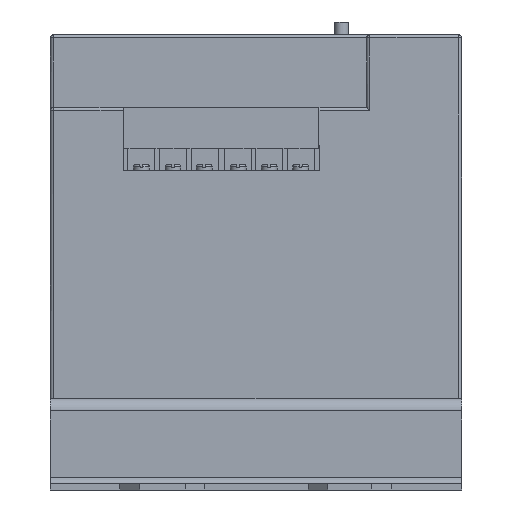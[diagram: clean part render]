
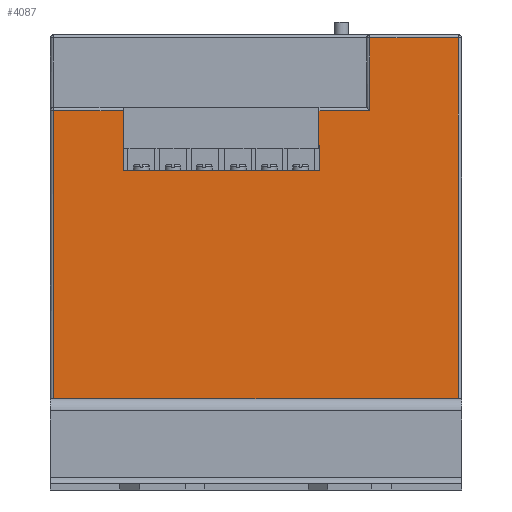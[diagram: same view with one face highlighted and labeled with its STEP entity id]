
A CAD part, front view. The second image highlights one B-rep face of the part: STEP entity #4087.
In plain terms, the highlighted planar face has unit normal (0, -1, 0).
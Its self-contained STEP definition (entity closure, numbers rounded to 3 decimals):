
#379 = EDGE_CURVE ( 'NONE', #3040, #5020, #1471, .T. ) ;
#465 = CARTESIAN_POINT ( 'NONE',  ( 23., -87.5, 33.5 ) ) ;
#507 = LINE ( 'NONE', #10166, #7671 ) ;
#936 = CARTESIAN_POINT ( 'NONE',  ( 84.923, -87.5, 57.5 ) ) ;
#1096 = VECTOR ( 'NONE', #7713, 1000. ) ;
#1208 = CARTESIAN_POINT ( 'NONE',  ( 130., -87.5, 56.5 ) ) ;
#1316 = CARTESIAN_POINT ( 'NONE',  ( 130., -87.5, 33.5 ) ) ;
#1471 = LINE ( 'NONE', #6237, #7448 ) ;
#1529 = CARTESIAN_POINT ( 'NONE',  ( 101., -87.5, 57.5 ) ) ;
#1591 = CARTESIAN_POINT ( 'NONE',  ( 130., -87.5, 33.5 ) ) ;
#1829 = EDGE_LOOP ( 'NONE', ( #9099, #4714, #11121, #8177, #12087, #3313, #9789, #2533, #8981, #2122, #3142, #3806 ) ) ;
#1854 = LINE ( 'NONE', #10501, #2446 ) ;
#1968 = EDGE_CURVE ( 'NONE', #4515, #3575, #11756, .T. ) ;
#1971 = VERTEX_POINT ( 'NONE', #3335 ) ;
#2017 = FACE_OUTER_BOUND ( 'NONE', #1829, .T. ) ;
#2122 = ORIENTED_EDGE ( 'NONE', *, *, #8323, .F. ) ;
#2446 = VECTOR ( 'NONE', #6647, 1000. ) ;
#2452 = DIRECTION ( 'NONE',  ( 0., 0., -1. ) ) ;
#2533 = ORIENTED_EDGE ( 'NONE', *, *, #10667, .T. ) ;
#2625 = CARTESIAN_POINT ( 'NONE',  ( 84.923, -87.5, 22.5 ) ) ;
#3040 = VERTEX_POINT ( 'NONE', #6950 ) ;
#3091 = VECTOR ( 'NONE', #4928, 1000. ) ;
#3142 = ORIENTED_EDGE ( 'NONE', *, *, #379, .F. ) ;
#3313 = ORIENTED_EDGE ( 'NONE', *, *, #4549, .T. ) ;
#3335 = CARTESIAN_POINT ( 'NONE',  ( 1., -87.5, 33.5 ) ) ;
#3410 = EDGE_CURVE ( 'NONE', #4053, #1971, #7080, .T. ) ;
#3445 = DIRECTION ( 'NONE',  ( 0., 0., 1. ) ) ;
#3447 = CARTESIAN_POINT ( 'NONE',  ( 130., -87.5, 57.5 ) ) ;
#3513 = LINE ( 'NONE', #1208, #8414 ) ;
#3575 = VERTEX_POINT ( 'NONE', #12080 ) ;
#3616 = LINE ( 'NONE', #10839, #5553 ) ;
#3806 = ORIENTED_EDGE ( 'NONE', *, *, #9932, .F. ) ;
#3828 = DIRECTION ( 'NONE',  ( 0., 0., -1. ) ) ;
#3975 = CARTESIAN_POINT ( 'NONE',  ( 85., -87.5, 22.5 ) ) ;
#4053 = VERTEX_POINT ( 'NONE', #465 ) ;
#4087 = ADVANCED_FACE ( 'NONE', ( #2017 ), #7305, .F. ) ;
#4098 = EDGE_CURVE ( 'NONE', #11045, #10851, #507, .T. ) ;
#4229 = LINE ( 'NONE', #936, #11278 ) ;
#4278 = CARTESIAN_POINT ( 'NONE',  ( 23., -87.5, 22.5 ) ) ;
#4360 = DIRECTION ( 'NONE',  ( -1., 0., 0. ) ) ;
#4515 = VERTEX_POINT ( 'NONE', #10865 ) ;
#4549 = EDGE_CURVE ( 'NONE', #8512, #4515, #3513, .T. ) ;
#4714 = ORIENTED_EDGE ( 'NONE', *, *, #3410, .T. ) ;
#4928 = DIRECTION ( 'NONE',  ( 1., 0., 0. ) ) ;
#5020 = VERTEX_POINT ( 'NONE', #3975 ) ;
#5224 = VERTEX_POINT ( 'NONE', #10978 ) ;
#5553 = VECTOR ( 'NONE', #6163, 1000. ) ;
#5587 = LINE ( 'NONE', #1591, #12021 ) ;
#5626 = VECTOR ( 'NONE', #10972, 1000. ) ;
#5708 = CARTESIAN_POINT ( 'NONE',  ( 23., -87.5, 14.5 ) ) ;
#5739 = LINE ( 'NONE', #5742, #1096 ) ;
#5742 = CARTESIAN_POINT ( 'NONE',  ( 129., -87.5, 57.5 ) ) ;
#5975 = AXIS2_PLACEMENT_3D ( 'NONE', #3447, #10126, #8395 ) ;
#6145 = DIRECTION ( 'NONE',  ( -1., 0., 0. ) ) ;
#6163 = DIRECTION ( 'NONE',  ( 0., 0., -1. ) ) ;
#6237 = CARTESIAN_POINT ( 'NONE',  ( 85., -87.5, 22.5 ) ) ;
#6358 = DIRECTION ( 'NONE',  ( -1., 0., 0. ) ) ;
#6370 = DIRECTION ( 'NONE',  ( 1., 0., 0. ) ) ;
#6647 = DIRECTION ( 'NONE',  ( 0., 0., -1. ) ) ;
#6946 = LINE ( 'NONE', #5708, #3091 ) ;
#6950 = CARTESIAN_POINT ( 'NONE',  ( 85., -87.5, 14.5 ) ) ;
#7080 = LINE ( 'NONE', #1316, #5626 ) ;
#7305 = PLANE ( 'NONE',  #5975 ) ;
#7448 = VECTOR ( 'NONE', #3445, 1000. ) ;
#7671 = VECTOR ( 'NONE', #6370, 1000. ) ;
#7713 = DIRECTION ( 'NONE',  ( 0., 0., 1. ) ) ;
#7910 = VERTEX_POINT ( 'NONE', #9448 ) ;
#8177 = ORIENTED_EDGE ( 'NONE', *, *, #4098, .T. ) ;
#8323 = EDGE_CURVE ( 'NONE', #5020, #8407, #9070, .T. ) ;
#8395 = DIRECTION ( 'NONE',  ( 0., 0., 1. ) ) ;
#8406 = CARTESIAN_POINT ( 'NONE',  ( 129., -87.5, 56.5 ) ) ;
#8407 = VERTEX_POINT ( 'NONE', #2625 ) ;
#8414 = VECTOR ( 'NONE', #6145, 1000. ) ;
#8512 = VERTEX_POINT ( 'NONE', #8406 ) ;
#8950 = CARTESIAN_POINT ( 'NONE',  ( 1., -87.5, -57.627 ) ) ;
#8981 = ORIENTED_EDGE ( 'NONE', *, *, #10756, .T. ) ;
#9070 = LINE ( 'NONE', #4278, #10281 ) ;
#9099 = ORIENTED_EDGE ( 'NONE', *, *, #10217, .F. ) ;
#9372 = VECTOR ( 'NONE', #2452, 1000. ) ;
#9448 = CARTESIAN_POINT ( 'NONE',  ( 84.923, -87.5, 33.5 ) ) ;
#9517 = CARTESIAN_POINT ( 'NONE',  ( 129., -87.5, -57.627 ) ) ;
#9789 = ORIENTED_EDGE ( 'NONE', *, *, #1968, .T. ) ;
#9932 = EDGE_CURVE ( 'NONE', #5224, #3040, #6946, .T. ) ;
#10126 = DIRECTION ( 'NONE',  ( 0., 1., 0. ) ) ;
#10166 = CARTESIAN_POINT ( 'NONE',  ( -83., -87.5, -57.627 ) ) ;
#10217 = EDGE_CURVE ( 'NONE', #4053, #5224, #1854, .T. ) ;
#10281 = VECTOR ( 'NONE', #4360, 1000. ) ;
#10350 = EDGE_CURVE ( 'NONE', #10851, #8512, #5739, .T. ) ;
#10501 = CARTESIAN_POINT ( 'NONE',  ( 23., -87.5, 22.5 ) ) ;
#10667 = EDGE_CURVE ( 'NONE', #3575, #7910, #5587, .T. ) ;
#10756 = EDGE_CURVE ( 'NONE', #7910, #8407, #4229, .T. ) ;
#10839 = CARTESIAN_POINT ( 'NONE',  ( 1., -87.5, -57.5 ) ) ;
#10851 = VERTEX_POINT ( 'NONE', #9517 ) ;
#10865 = CARTESIAN_POINT ( 'NONE',  ( 101., -87.5, 56.5 ) ) ;
#10972 = DIRECTION ( 'NONE',  ( -1., 0., 0. ) ) ;
#10978 = CARTESIAN_POINT ( 'NONE',  ( 23., -87.5, 14.5 ) ) ;
#11045 = VERTEX_POINT ( 'NONE', #8950 ) ;
#11121 = ORIENTED_EDGE ( 'NONE', *, *, #12357, .T. ) ;
#11278 = VECTOR ( 'NONE', #3828, 1000. ) ;
#11756 = LINE ( 'NONE', #1529, #9372 ) ;
#12021 = VECTOR ( 'NONE', #6358, 1000. ) ;
#12080 = CARTESIAN_POINT ( 'NONE',  ( 101., -87.5, 33.5 ) ) ;
#12087 = ORIENTED_EDGE ( 'NONE', *, *, #10350, .T. ) ;
#12357 = EDGE_CURVE ( 'NONE', #1971, #11045, #3616, .T. ) ;
